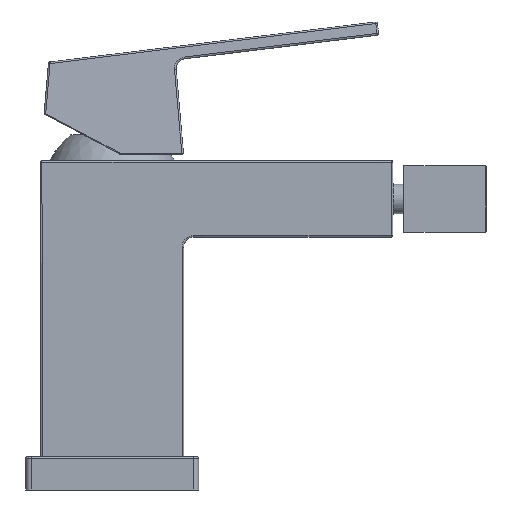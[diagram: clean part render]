
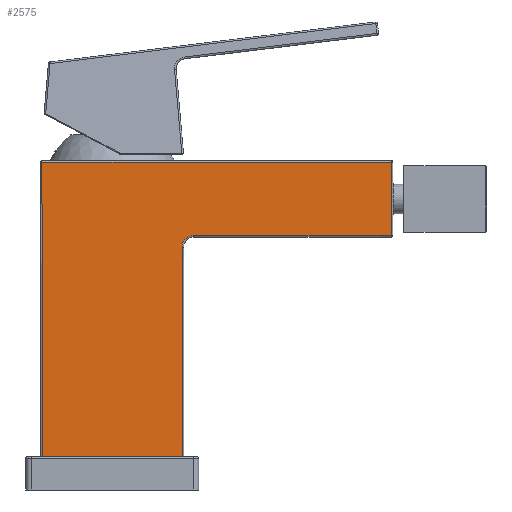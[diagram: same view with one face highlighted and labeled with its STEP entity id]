
A CAD part, front view. The second image highlights one B-rep face of the part: STEP entity #2575.
In plain terms, the highlighted free-form (B-spline) face has degree [1, 1] with [3, 2] control points.
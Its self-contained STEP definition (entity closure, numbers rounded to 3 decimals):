
#34=(
BOUNDED_CURVE()
B_SPLINE_CURVE(3,(#5283,#5284,#5285,#5286,#5287,#5288,#5289,#5290,#5291,
#5292,#5293),.UNSPECIFIED.,.F.,.F.)
B_SPLINE_CURVE_WITH_KNOTS((4,1,1,1,1,1,1,1,4),(0.,0.637,
1.316,2.023,2.739,3.455,4.162,
4.842,5.498),.UNSPECIFIED.)
CURVE()
GEOMETRIC_REPRESENTATION_ITEM()
RATIONAL_B_SPLINE_CURVE((1.,1.,1.,1.,1.,1.,1.,1.,1.,1.,1.))
REPRESENTATION_ITEM('')
);
#41=(
BOUNDED_CURVE()
B_SPLINE_CURVE(3,(#5390,#5391,#5392,#5393,#5394,#5395,#5396,#5397,#5398,
#5399),.UNSPECIFIED.,.F.,.F.)
B_SPLINE_CURVE_WITH_KNOTS((4,3,3,4),(-9.45,0.,
63.,72.45),.PIECEWISE_BEZIER_KNOTS.)
CURVE()
GEOMETRIC_REPRESENTATION_ITEM()
RATIONAL_B_SPLINE_CURVE((1.,1.,1.,1.,1.,1.,1.,1.,1.,1.))
REPRESENTATION_ITEM('')
);
#55=(
BOUNDED_CURVE()
B_SPLINE_CURVE(3,(#5553,#5554,#5555,#5556),.UNSPECIFIED.,.F.,.F.)
B_SPLINE_CURVE_WITH_KNOTS((4,4),(0.5,59.88),
 .PIECEWISE_BEZIER_KNOTS.)
CURVE()
GEOMETRIC_REPRESENTATION_ITEM()
RATIONAL_B_SPLINE_CURVE((1.,1.,1.,1.))
REPRESENTATION_ITEM('')
);
#58=(
BOUNDED_CURVE()
B_SPLINE_CURVE(3,(#5592,#5593,#5594,#5595,#5596,#5597,#5598,#5599,#5600,
#5601),.UNSPECIFIED.,.F.,.F.)
B_SPLINE_CURVE_WITH_KNOTS((4,3,3,4),(-13.276,-0.001,
88.499,101.774),.PIECEWISE_BEZIER_KNOTS.)
CURVE()
GEOMETRIC_REPRESENTATION_ITEM()
RATIONAL_B_SPLINE_CURVE((1.,1.,1.,1.,1.,1.,1.,1.,1.,1.))
REPRESENTATION_ITEM('')
);
#60=(
BOUNDED_CURVE()
B_SPLINE_CURVE(3,(#5624,#5625,#5626,#5627),.UNSPECIFIED.,.F.,.F.)
B_SPLINE_CURVE_WITH_KNOTS((4,4),(0.501,105.5),
 .PIECEWISE_BEZIER_KNOTS.)
CURVE()
GEOMETRIC_REPRESENTATION_ITEM()
RATIONAL_B_SPLINE_CURVE((1.,1.,1.,1.))
REPRESENTATION_ITEM('')
);
#67=(
BOUNDED_CURVE()
B_SPLINE_CURVE(3,(#5687,#5688,#5689,#5690),.UNSPECIFIED.,.F.,.F.)
B_SPLINE_CURVE_WITH_KNOTS((4,4),(0.5,22.5),
 .PIECEWISE_BEZIER_KNOTS.)
CURVE()
GEOMETRIC_REPRESENTATION_ITEM()
RATIONAL_B_SPLINE_CURVE((1.,1.,1.,1.))
REPRESENTATION_ITEM('')
);
#112=(
BOUNDED_SURFACE()
B_SPLINE_SURFACE(1,1,((#5781,#5782),(#5783,#5784),(#5785,#5786)),
 .PLANE_SURF.,.F.,.F.,.F.)
B_SPLINE_SURFACE_WITH_KNOTS((2,1,2),(2,2),(-92.,-89.,
-0.5),(0.5,105.499),.PIECEWISE_BEZIER_KNOTS.)
GEOMETRIC_REPRESENTATION_ITEM()
RATIONAL_B_SPLINE_SURFACE(((1.,1.),(1.,1.),(1.,1.)))
REPRESENTATION_ITEM('')
SURFACE()
);
#916=ORIENTED_EDGE('',*,*,#1358,.F.);
#917=ORIENTED_EDGE('',*,*,#1321,.F.);
#918=ORIENTED_EDGE('',*,*,#1312,.F.);
#919=ORIENTED_EDGE('',*,*,#1336,.F.);
#920=ORIENTED_EDGE('',*,*,#1349,.F.);
#921=ORIENTED_EDGE('',*,*,#1342,.F.);
#922=ORIENTED_EDGE('',*,*,#1340,.F.);
#1312=EDGE_CURVE('',#1633,#1634,#34,.T.);
#1321=EDGE_CURVE('',#1634,#1640,#41,.T.);
#1336=EDGE_CURVE('',#1648,#1633,#55,.T.);
#1340=EDGE_CURVE('',#1649,#1622,#58,.T.);
#1342=EDGE_CURVE('',#1622,#1628,#60,.T.);
#1349=EDGE_CURVE('',#1628,#1648,#67,.T.);
#1358=EDGE_CURVE('',#1640,#1649,#1869,.T.);
#1622=VERTEX_POINT('',#5117);
#1628=VERTEX_POINT('',#5181);
#1633=VERTEX_POINT('',#5294);
#1634=VERTEX_POINT('',#5295);
#1640=VERTEX_POINT('',#5379);
#1648=VERTEX_POINT('',#5557);
#1649=VERTEX_POINT('',#5590);
#1869=LINE('',#5787,#2095);
#2095=VECTOR('',#3921,1000.);
#2248=EDGE_LOOP('',(#916,#917,#918,#919,#920,#921,#922));
#2394=FACE_BOUND('',#2248,.T.);
#2575=ADVANCED_FACE('',(#2394),#112,.T.);
#3921=DIRECTION('',(-1.,0.,0.));
#5117=CARTESIAN_POINT('',(-21.12,-21.5,88.5));
#5181=CARTESIAN_POINT('',(83.88,-21.5,88.5));
#5283=CARTESIAN_POINT('',(24.5,-21.5,66.5));
#5284=CARTESIAN_POINT('',(24.288,-21.5,66.5));
#5285=CARTESIAN_POINT('',(23.849,-21.5,66.46));
#5286=CARTESIAN_POINT('',(23.197,-21.5,66.273));
#5287=CARTESIAN_POINT('',(22.572,-21.5,65.95));
#5288=CARTESIAN_POINT('',(22.015,-21.5,65.499));
#5289=CARTESIAN_POINT('',(21.561,-21.5,64.945));
#5290=CARTESIAN_POINT('',(21.234,-21.5,64.321));
#5291=CARTESIAN_POINT('',(21.042,-21.5,63.664));
#5292=CARTESIAN_POINT('',(21.,-21.5,63.219));
#5293=CARTESIAN_POINT('',(21.,-21.5,63.));
#5294=CARTESIAN_POINT('',(24.5,-21.5,66.5));
#5295=CARTESIAN_POINT('',(21.,-21.5,63.));
#5379=CARTESIAN_POINT('',(21.,-21.5,0.));
#5390=CARTESIAN_POINT('',(21.,-21.5,72.45));
#5391=CARTESIAN_POINT('',(21.,-21.5,69.3));
#5392=CARTESIAN_POINT('',(21.,-21.5,66.15));
#5393=CARTESIAN_POINT('',(21.,-21.5,63.));
#5394=CARTESIAN_POINT('',(21.,-21.5,42.));
#5395=CARTESIAN_POINT('',(21.,-21.5,21.));
#5396=CARTESIAN_POINT('',(21.,-21.5,0.));
#5397=CARTESIAN_POINT('',(21.,-21.5,-3.15));
#5398=CARTESIAN_POINT('',(21.,-21.5,-6.3));
#5399=CARTESIAN_POINT('',(21.,-21.5,-9.45));
#5553=CARTESIAN_POINT('',(83.88,-21.5,66.5));
#5554=CARTESIAN_POINT('',(64.087,-21.5,66.5));
#5555=CARTESIAN_POINT('',(44.293,-21.5,66.5));
#5556=CARTESIAN_POINT('',(24.5,-21.5,66.5));
#5557=CARTESIAN_POINT('',(83.88,-21.5,66.5));
#5590=CARTESIAN_POINT('',(-21.,-21.5,0.));
#5592=CARTESIAN_POINT('',(-20.982,-21.5,-13.275));
#5593=CARTESIAN_POINT('',(-20.988,-21.5,-8.85));
#5594=CARTESIAN_POINT('',(-20.994,-21.5,-4.425));
#5595=CARTESIAN_POINT('',(-21.,-21.5,0.));
#5596=CARTESIAN_POINT('',(-21.04,-21.5,29.5));
#5597=CARTESIAN_POINT('',(-21.08,-21.5,59.));
#5598=CARTESIAN_POINT('',(-21.12,-21.5,88.5));
#5599=CARTESIAN_POINT('',(-21.125,-21.5,92.925));
#5600=CARTESIAN_POINT('',(-21.131,-21.5,97.35));
#5601=CARTESIAN_POINT('',(-21.137,-21.5,101.775));
#5624=CARTESIAN_POINT('',(-21.12,-21.5,88.5));
#5625=CARTESIAN_POINT('',(13.88,-21.5,88.5));
#5626=CARTESIAN_POINT('',(48.88,-21.5,88.5));
#5627=CARTESIAN_POINT('',(83.88,-21.5,88.5));
#5687=CARTESIAN_POINT('',(83.88,-21.5,88.5));
#5688=CARTESIAN_POINT('',(83.88,-21.5,81.167));
#5689=CARTESIAN_POINT('',(83.88,-21.5,73.833));
#5690=CARTESIAN_POINT('',(83.88,-21.5,66.5));
#5781=CARTESIAN_POINT('',(83.88,-21.5,-3.));
#5782=CARTESIAN_POINT('',(-21.12,-21.5,-3.));
#5783=CARTESIAN_POINT('',(83.88,-21.5,0.));
#5784=CARTESIAN_POINT('',(-21.12,-21.5,0.));
#5785=CARTESIAN_POINT('',(83.88,-21.5,88.5));
#5786=CARTESIAN_POINT('',(-21.12,-21.5,88.5));
#5787=CARTESIAN_POINT('',(31.38,-21.5,0.));
